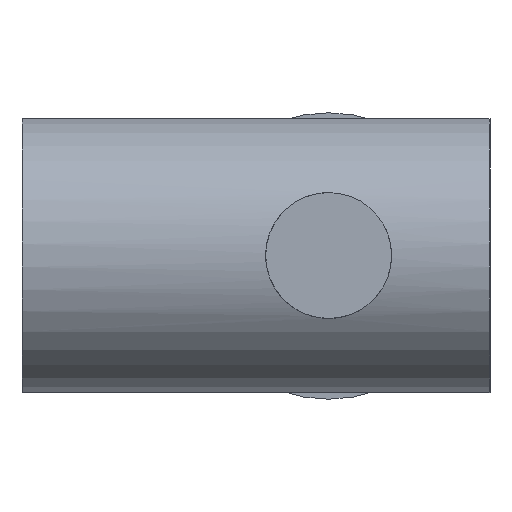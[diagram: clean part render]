
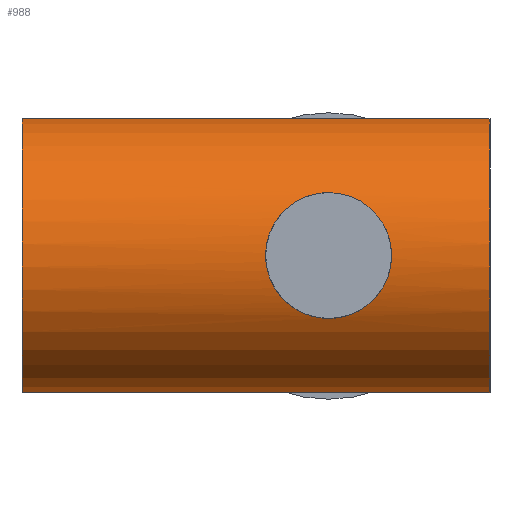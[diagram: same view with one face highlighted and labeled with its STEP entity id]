
A CAD part, top view. The second image highlights one B-rep face of the part: STEP entity #988.
In plain terms, the highlighted cylindrical face has radius 8.617 mm (diameter 17.235 mm), a partial arc.
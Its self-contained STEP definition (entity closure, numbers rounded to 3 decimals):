
#533=CARTESIAN_POINT('',(-9.233,-3.9,-20.));
#534=VERTEX_POINT('',#533);
#550=CARTESIAN_POINT('',(-9.233,3.9,-20.));
#551=VERTEX_POINT('',#550);
#558=CARTESIAN_POINT('',(-9.233,-3.9,-20.));
#559=CARTESIAN_POINT('',(-9.233,-3.9,-19.751));
#560=CARTESIAN_POINT('',(-9.221,-3.876,-19.495));
#561=CARTESIAN_POINT('',(-9.171,-3.775,-18.988));
#562=CARTESIAN_POINT('',(-9.133,-3.699,-18.737));
#563=CARTESIAN_POINT('',(-9.042,-3.499,-18.258));
#564=CARTESIAN_POINT('',(-8.987,-3.375,-18.029));
#565=CARTESIAN_POINT('',(-8.872,-3.09,-17.607));
#566=CARTESIAN_POINT('',(-8.811,-2.929,-17.414));
#567=CARTESIAN_POINT('',(-8.695,-2.587,-17.071));
#568=CARTESIAN_POINT('',(-8.636,-2.393,-16.91));
#569=CARTESIAN_POINT('',(-8.526,-1.971,-16.625));
#570=CARTESIAN_POINT('',(-8.474,-1.742,-16.501));
#571=CARTESIAN_POINT('',(-8.39,-1.263,-16.301));
#572=CARTESIAN_POINT('',(-8.356,-1.012,-16.225));
#573=CARTESIAN_POINT('',(-8.311,-0.505,-16.124));
#574=CARTESIAN_POINT('',(-8.3,-0.249,-16.1));
#575=CARTESIAN_POINT('',(-8.3,0.249,-16.1));
#576=CARTESIAN_POINT('',(-8.311,0.505,-16.124));
#577=CARTESIAN_POINT('',(-8.356,1.012,-16.225));
#578=CARTESIAN_POINT('',(-8.39,1.263,-16.301));
#579=CARTESIAN_POINT('',(-8.474,1.742,-16.501));
#580=CARTESIAN_POINT('',(-8.526,1.971,-16.625));
#581=CARTESIAN_POINT('',(-8.636,2.393,-16.91));
#582=CARTESIAN_POINT('',(-8.695,2.587,-17.071));
#583=CARTESIAN_POINT('',(-8.811,2.929,-17.414));
#584=CARTESIAN_POINT('',(-8.872,3.09,-17.607));
#585=CARTESIAN_POINT('',(-8.987,3.375,-18.029));
#586=CARTESIAN_POINT('',(-9.042,3.499,-18.258));
#587=CARTESIAN_POINT('',(-9.133,3.699,-18.737));
#588=CARTESIAN_POINT('',(-9.171,3.775,-18.988));
#589=CARTESIAN_POINT('',(-9.221,3.876,-19.495));
#590=CARTESIAN_POINT('',(-9.233,3.9,-19.751));
#591=CARTESIAN_POINT('',(-9.233,3.9,-20.));
#592=B_SPLINE_CURVE_WITH_KNOTS('',3,(#558,#559,#560,#561,#562,#563,#564,#565,#566,#567,#568,#569,#570,#571,#572,#573,#574,#575,#576,#577,#578,#579,#580,#581,#582,#583,#584,#585,#586,#587,#588,#589,#590,#591),.UNSPECIFIED.,.F.,.U.,(4,2,2,2,2,2,2,2,2,2,2,2,2,2,2,2,4),(0.0,0.747,1.494,2.242,2.989,3.735,4.48,5.226,5.972,6.718,7.464,8.21,8.956,9.703,10.45,11.197,11.944),.UNSPECIFIED.);
#593=EDGE_CURVE('',#534,#551,#592,.T.);
#743=CARTESIAN_POINT('',(-15.5,8.5,-1.));
#744=VERTEX_POINT('',#743);
#775=CARTESIAN_POINT('',(-15.5,-8.5,-1.));
#776=VERTEX_POINT('',#775);
#783=CARTESIAN_POINT('',(-16.917,0.,-1.));
#784=DIRECTION('',(0.0,0.0,-1.0));
#785=DIRECTION('',(1.0,0.0,0.0));
#786=AXIS2_PLACEMENT_3D('',#783,#784,#785);
#787=CIRCLE('',#786,8.617);
#788=EDGE_CURVE('',#744,#776,#787,.T.);
#828=CARTESIAN_POINT('',(-15.5,8.5,-30.));
#829=VERTEX_POINT('',#828);
#836=CARTESIAN_POINT('',(-15.5,-8.5,-30.));
#837=VERTEX_POINT('',#836);
#838=CARTESIAN_POINT('',(-16.917,0.,-30.));
#839=DIRECTION('',(0.0,0.0,1.0));
#840=DIRECTION('',(1.0,0.0,0.0));
#841=AXIS2_PLACEMENT_3D('',#838,#839,#840);
#842=CIRCLE('',#841,8.617);
#843=EDGE_CURVE('',#837,#829,#842,.T.);
#860=CARTESIAN_POINT('',(-9.233,3.9,-20.));
#861=CARTESIAN_POINT('',(-9.233,3.9,-20.249));
#862=CARTESIAN_POINT('',(-9.221,3.876,-20.505));
#863=CARTESIAN_POINT('',(-9.171,3.775,-21.012));
#864=CARTESIAN_POINT('',(-9.133,3.699,-21.263));
#865=CARTESIAN_POINT('',(-9.042,3.499,-21.742));
#866=CARTESIAN_POINT('',(-8.987,3.375,-21.971));
#867=CARTESIAN_POINT('',(-8.872,3.09,-22.393));
#868=CARTESIAN_POINT('',(-8.811,2.929,-22.586));
#869=CARTESIAN_POINT('',(-8.695,2.587,-22.929));
#870=CARTESIAN_POINT('',(-8.636,2.393,-23.09));
#871=CARTESIAN_POINT('',(-8.526,1.971,-23.375));
#872=CARTESIAN_POINT('',(-8.474,1.742,-23.499));
#873=CARTESIAN_POINT('',(-8.39,1.263,-23.699));
#874=CARTESIAN_POINT('',(-8.356,1.012,-23.775));
#875=CARTESIAN_POINT('',(-8.311,0.505,-23.876));
#876=CARTESIAN_POINT('',(-8.3,0.249,-23.9));
#877=CARTESIAN_POINT('',(-8.3,-0.249,-23.9));
#878=CARTESIAN_POINT('',(-8.311,-0.505,-23.876));
#879=CARTESIAN_POINT('',(-8.356,-1.012,-23.775));
#880=CARTESIAN_POINT('',(-8.39,-1.263,-23.699));
#881=CARTESIAN_POINT('',(-8.474,-1.742,-23.499));
#882=CARTESIAN_POINT('',(-8.526,-1.971,-23.375));
#883=CARTESIAN_POINT('',(-8.636,-2.393,-23.09));
#884=CARTESIAN_POINT('',(-8.695,-2.587,-22.929));
#885=CARTESIAN_POINT('',(-8.811,-2.929,-22.586));
#886=CARTESIAN_POINT('',(-8.872,-3.09,-22.393));
#887=CARTESIAN_POINT('',(-8.987,-3.375,-21.971));
#888=CARTESIAN_POINT('',(-9.042,-3.499,-21.742));
#889=CARTESIAN_POINT('',(-9.133,-3.699,-21.263));
#890=CARTESIAN_POINT('',(-9.171,-3.775,-21.012));
#891=CARTESIAN_POINT('',(-9.221,-3.876,-20.505));
#892=CARTESIAN_POINT('',(-9.233,-3.9,-20.249));
#893=CARTESIAN_POINT('',(-9.233,-3.9,-20.));
#894=B_SPLINE_CURVE_WITH_KNOTS('',3,(#860,#861,#862,#863,#864,#865,#866,#867,#868,#869,#870,#871,#872,#873,#874,#875,#876,#877,#878,#879,#880,#881,#882,#883,#884,#885,#886,#887,#888,#889,#890,#891,#892,#893),.UNSPECIFIED.,.F.,.U.,(4,2,2,2,2,2,2,2,2,2,2,2,2,2,2,2,4),(11.944,12.691,13.439,14.186,14.933,15.679,16.425,17.171,17.916,18.662,19.408,20.154,20.9,21.647,22.394,23.141,23.889),.UNSPECIFIED.);
#895=EDGE_CURVE('',#551,#534,#894,.T.);
#956=CARTESIAN_POINT('',(-15.5,-8.5,-1.));
#957=DIRECTION('',(0.0,0.0,-1.0));
#958=VECTOR('',#957,29.0);
#959=LINE('',#956,#958);
#960=EDGE_CURVE('',#776,#837,#959,.T.);
#968=CARTESIAN_POINT('',(-16.917,0.,-7.));
#969=DIRECTION('',(0.,0.,-1.0));
#970=DIRECTION('',(1.0,0.0,0.0));
#971=AXIS2_PLACEMENT_3D('',#968,#969,#970);
#972=CYLINDRICAL_SURFACE('',#971,8.617);
#973=CARTESIAN_POINT('',(-15.5,8.5,-1.));
#974=DIRECTION('',(0.0,0.0,-1.0));
#975=VECTOR('',#974,29.0);
#976=LINE('',#973,#975);
#977=EDGE_CURVE('',#744,#829,#976,.T.);
#978=ORIENTED_EDGE('',*,*,#977,.F.);
#979=ORIENTED_EDGE('',*,*,#788,.T.);
#980=ORIENTED_EDGE('',*,*,#960,.T.);
#981=ORIENTED_EDGE('',*,*,#843,.T.);
#982=EDGE_LOOP('',(#978,#979,#980,#981));
#983=FACE_OUTER_BOUND('',#982,.T.);
#984=ORIENTED_EDGE('',*,*,#593,.T.);
#985=ORIENTED_EDGE('',*,*,#895,.T.);
#986=EDGE_LOOP('',(#984,#985));
#987=FACE_BOUND('',#986,.T.);
#988=ADVANCED_FACE('',(#983,#987),#972,.T.);
